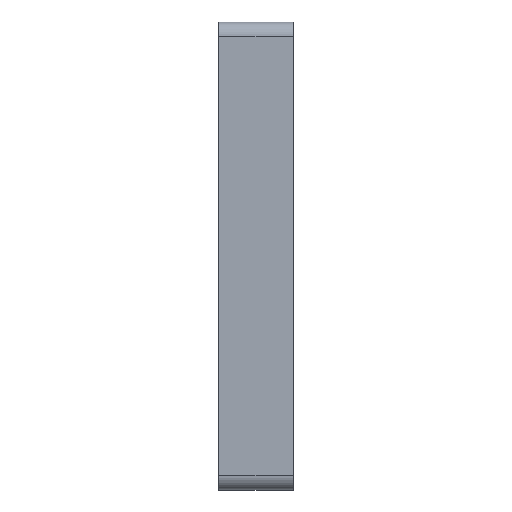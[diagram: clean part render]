
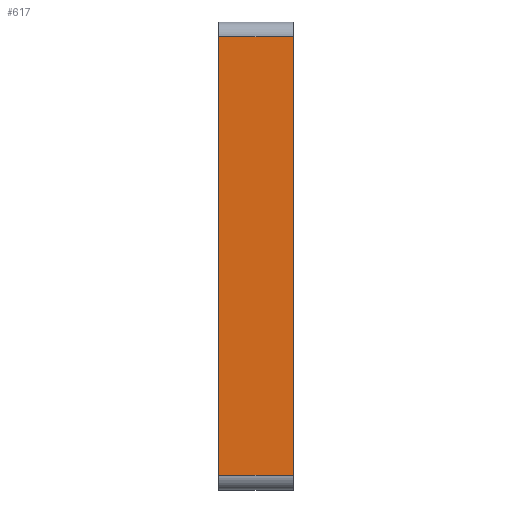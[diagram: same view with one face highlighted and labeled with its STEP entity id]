
A CAD part, left-side view. The second image highlights one B-rep face of the part: STEP entity #617.
In plain terms, the highlighted planar face has unit normal (-1, 0, 0).
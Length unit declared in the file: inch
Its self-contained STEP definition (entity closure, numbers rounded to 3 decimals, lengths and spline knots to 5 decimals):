
#10 = AXIS2_PLACEMENT_3D ( 'NONE', #61, #466, #115 ) ;
#12 = CARTESIAN_POINT ( 'NONE',  ( -0.8586, 0., -0.1913 ) ) ;
#13 = LINE ( 'NONE', #33, #433 ) ;
#19 = ORIENTED_EDGE ( 'NONE', *, *, #150, .T. ) ;
#33 = CARTESIAN_POINT ( 'NONE',  ( -0.8586, 0.125, 0.5437 ) ) ;
#42 = DIRECTION ( 'NONE',  ( 0., 0., 1. ) ) ;
#61 = CARTESIAN_POINT ( 'NONE',  ( -0.8586, 0.125, 0.5687 ) ) ;
#97 = EDGE_LOOP ( 'NONE', ( #19, #346, #210, #590 ) ) ;
#115 = DIRECTION ( 'NONE',  ( 0., 0., -1. ) ) ;
#117 = LINE ( 'NONE', #127, #225 ) ;
#127 = CARTESIAN_POINT ( 'NONE',  ( -0.8586, 0.125, 0.5687 ) ) ;
#140 = VECTOR ( 'NONE', #661, 39.37008 ) ;
#150 = EDGE_CURVE ( 'NONE', #669, #688, #450, .T. ) ;
#179 = DIRECTION ( 'NONE',  ( 0., 0., 1. ) ) ;
#181 = EDGE_CURVE ( 'NONE', #300, #442, #117, .T. ) ;
#184 = CARTESIAN_POINT ( 'NONE',  ( -0.8586, 0., 0.5687 ) ) ;
#210 = ORIENTED_EDGE ( 'NONE', *, *, #181, .F. ) ;
#225 = VECTOR ( 'NONE', #42, 39.37008 ) ;
#290 = LINE ( 'NONE', #549, #140 ) ;
#297 = EDGE_CURVE ( 'NONE', #300, #669, #290, .T. ) ;
#300 = VERTEX_POINT ( 'NONE', #658 ) ;
#303 = EDGE_CURVE ( 'NONE', #688, #442, #13, .T. ) ;
#315 = CARTESIAN_POINT ( 'NONE',  ( -0.8586, 0.125, 0.5437 ) ) ;
#346 = ORIENTED_EDGE ( 'NONE', *, *, #303, .T. ) ;
#353 = CARTESIAN_POINT ( 'NONE',  ( -0.8586, 0., 0.5437 ) ) ;
#400 = PLANE ( 'NONE',  #10 ) ;
#433 = VECTOR ( 'NONE', #495, 39.37008 ) ;
#442 = VERTEX_POINT ( 'NONE', #315 ) ;
#450 = LINE ( 'NONE', #184, #702 ) ;
#466 = DIRECTION ( 'NONE',  ( 1., 0., 0. ) ) ;
#495 = DIRECTION ( 'NONE',  ( 0., 1., 0. ) ) ;
#549 = CARTESIAN_POINT ( 'NONE',  ( -0.8586, 0.125, -0.1913 ) ) ;
#590 = ORIENTED_EDGE ( 'NONE', *, *, #297, .T. ) ;
#617 = ADVANCED_FACE ( 'NONE', ( #705 ), #400, .F. ) ;
#658 = CARTESIAN_POINT ( 'NONE',  ( -0.8586, 0.125, -0.1913 ) ) ;
#661 = DIRECTION ( 'NONE',  ( 0., -1., 0. ) ) ;
#669 = VERTEX_POINT ( 'NONE', #12 ) ;
#688 = VERTEX_POINT ( 'NONE', #353 ) ;
#702 = VECTOR ( 'NONE', #179, 39.37008 ) ;
#705 = FACE_OUTER_BOUND ( 'NONE', #97, .T. ) ;
